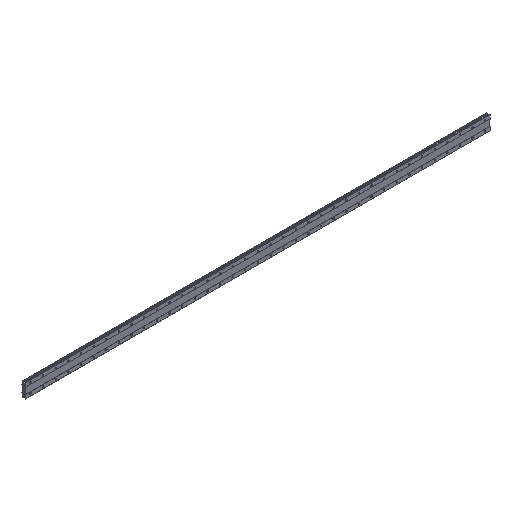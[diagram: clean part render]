
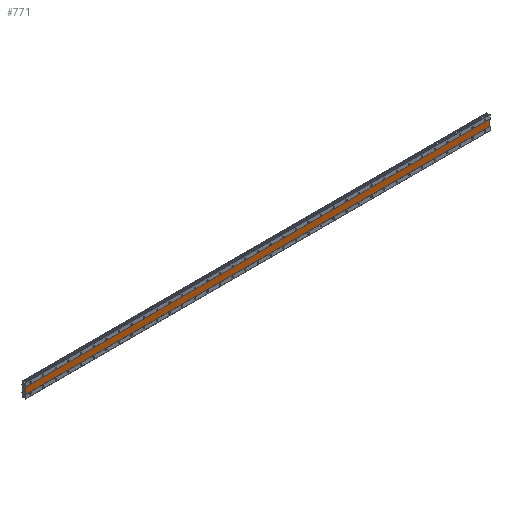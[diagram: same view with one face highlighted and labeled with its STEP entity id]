
A CAD part, isometric view. The second image highlights one B-rep face of the part: STEP entity #771.
In plain terms, the highlighted planar face has unit normal (0, -1, 0).
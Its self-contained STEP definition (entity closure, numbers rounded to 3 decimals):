
#195 = PLANE ( 'NONE',  #6246 ) ;
#358 = CARTESIAN_POINT ( 'NONE',  ( 2910., 1., 20. ) ) ;
#621 = LINE ( 'NONE', #7347, #777 ) ;
#771 = ADVANCED_FACE ( 'NONE', ( #8940 ), #195, .F. ) ;
#777 = VECTOR ( 'NONE', #2607, 1000. ) ;
#875 = EDGE_CURVE ( 'NONE', #4898, #1865, #11960, .T. ) ;
#1100 = ORIENTED_EDGE ( 'NONE', *, *, #2373, .F. ) ;
#1410 = VERTEX_POINT ( 'NONE', #8316 ) ;
#1565 = VECTOR ( 'NONE', #11820, 1000. ) ;
#1865 = VERTEX_POINT ( 'NONE', #9762 ) ;
#2149 = DIRECTION ( 'NONE',  ( -1., 0., 0. ) ) ;
#2240 = CARTESIAN_POINT ( 'NONE',  ( 2910., 1., 20. ) ) ;
#2373 = EDGE_CURVE ( 'NONE', #6618, #4898, #10859, .T. ) ;
#2607 = DIRECTION ( 'NONE',  ( 1., 0., 0. ) ) ;
#3167 = CARTESIAN_POINT ( 'NONE',  ( 2910., 1., -20. ) ) ;
#3222 = ORIENTED_EDGE ( 'NONE', *, *, #7465, .F. ) ;
#3884 = DIRECTION ( 'NONE',  ( 0., 0., 1. ) ) ;
#4898 = VERTEX_POINT ( 'NONE', #10217 ) ;
#5106 = CARTESIAN_POINT ( 'NONE',  ( 2910., 1., -20. ) ) ;
#5487 = VECTOR ( 'NONE', #2149, 1000. ) ;
#6076 = DIRECTION ( 'NONE',  ( 0., 1., 0. ) ) ;
#6206 = ORIENTED_EDGE ( 'NONE', *, *, #8436, .F. ) ;
#6246 = AXIS2_PLACEMENT_3D ( 'NONE', #2240, #6076, #3884 ) ;
#6389 = ORIENTED_EDGE ( 'NONE', *, *, #875, .F. ) ;
#6618 = VERTEX_POINT ( 'NONE', #3167 ) ;
#7239 = DIRECTION ( 'NONE',  ( 0., 0., 1. ) ) ;
#7347 = CARTESIAN_POINT ( 'NONE',  ( 2910., 1., 20. ) ) ;
#7465 = EDGE_CURVE ( 'NONE', #1410, #6618, #7941, .T. ) ;
#7832 = EDGE_LOOP ( 'NONE', ( #1100, #3222, #6206, #6389 ) ) ;
#7941 = LINE ( 'NONE', #358, #1565 ) ;
#8316 = CARTESIAN_POINT ( 'NONE',  ( 2910., 1., 20. ) ) ;
#8436 = EDGE_CURVE ( 'NONE', #1865, #1410, #621, .T. ) ;
#8940 = FACE_OUTER_BOUND ( 'NONE', #7832, .T. ) ;
#9153 = VECTOR ( 'NONE', #7239, 1000. ) ;
#9762 = CARTESIAN_POINT ( 'NONE',  ( -30., 1., 20. ) ) ;
#10217 = CARTESIAN_POINT ( 'NONE',  ( -30., 1., -20. ) ) ;
#10266 = CARTESIAN_POINT ( 'NONE',  ( -30., 1., 20. ) ) ;
#10859 = LINE ( 'NONE', #5106, #5487 ) ;
#11820 = DIRECTION ( 'NONE',  ( 0., 0., -1. ) ) ;
#11960 = LINE ( 'NONE', #10266, #9153 ) ;
